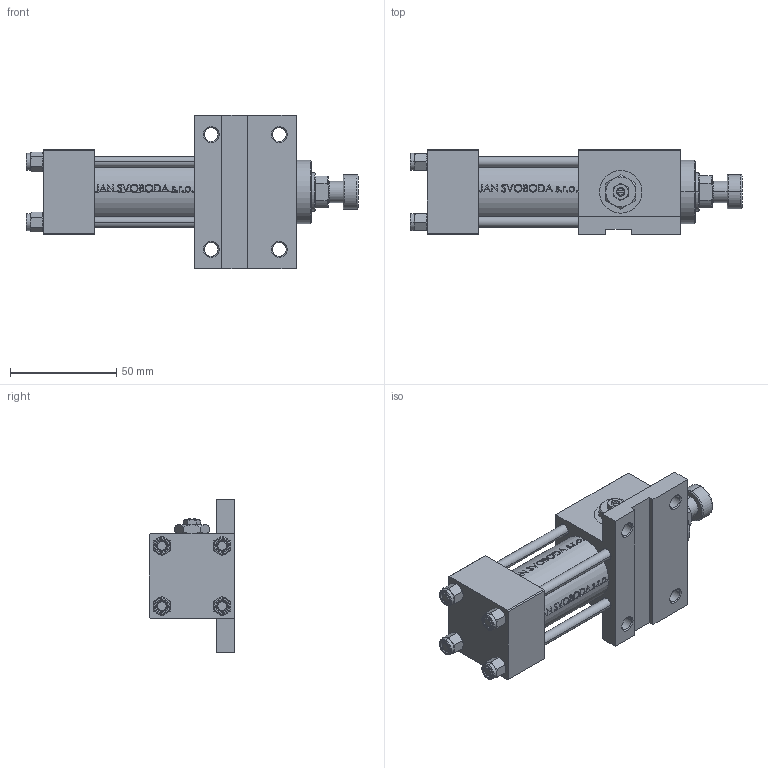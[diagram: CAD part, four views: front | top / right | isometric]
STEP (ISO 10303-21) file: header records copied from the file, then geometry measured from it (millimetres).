
FILE_DESCRIPTION (( 'STEP AP203' ), '1' );
FILE_NAME ('91bb.STEP', '2022-04-14T13:26:10', ( '' ), ( '' ), 'SwSTEP 2.0', 'SolidWorks 2019', '' );
FILE_SCHEMA (( 'CONFIG_CONTROL_DESIGN' ));
Length unit declared in the file: millimetre
Products named in the file (8): Zatka_pro_OIL_PORT 15e607fa23e9e9429ae00e73e9d82a46; V215_VC_A 15e607fa23e9e9429ae00e73e9d82a46; V215CR_ROD_END_W 15e607fa23e9e9429ae00e73e9d82a46; V215CR_F_TYCINKA 15e607fa23e9e9429ae00e73e9d82a46; V215CR_F_Body 15e607fa23e9e9429ae00e73e9d82a46; NUT_M5_F 15e607fa23e9e9429ae00e73e9d82a46; 91bb; V215CR_VCP_F 15e607fa23e9e9429ae00e73e9d82a46
Assembly tree (13 placements, depth 2):
  91bb
    V215CR_F_Body 15e607fa23e9e9429ae00e73e9d82a46
    V215CR_VCP_F 15e607fa23e9e9429ae00e73e9d82a46
    V215CR_F_TYCINKA 15e607fa23e9e9429ae00e73e9d82a46  x4
    NUT_M5_F 15e607fa23e9e9429ae00e73e9d82a46  x4
    V215_VC_A 15e607fa23e9e9429ae00e73e9d82a46
    V215CR_ROD_END_W 15e607fa23e9e9429ae00e73e9d82a46
    Zatka_pro_OIL_PORT 15e607fa23e9e9429ae00e73e9d82a46
Bounding box: 156 x 40 x 72 mm (x, y, z)
Volume: 161394.6 mm3; surface area: 62722.9 mm2
Topology: 13 solids, 13 shells, 1171 faces, 2939 edges, 1879 vertices
Faces by surface type: plane 463, bspline 380, cone 174, cylinder 142, torus 12
Entity records: 50191 total; most frequent: CARTESIAN_POINT 26578, ORIENTED_EDGE 5370, DIRECTION 3423, EDGE_CURVE 2685, VERTEX_POINT 1735, LINE 1363, VECTOR 1363, EDGE_LOOP 1158
